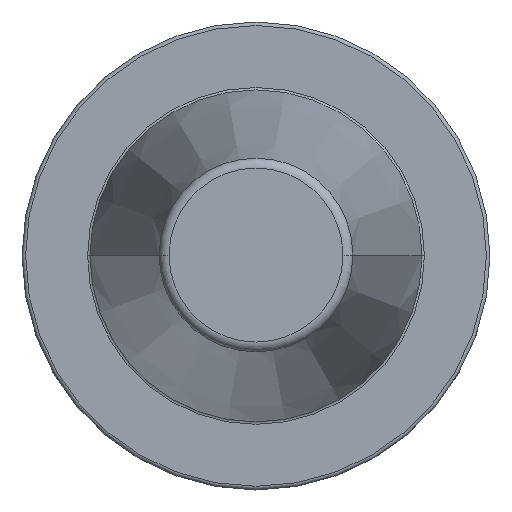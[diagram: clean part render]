
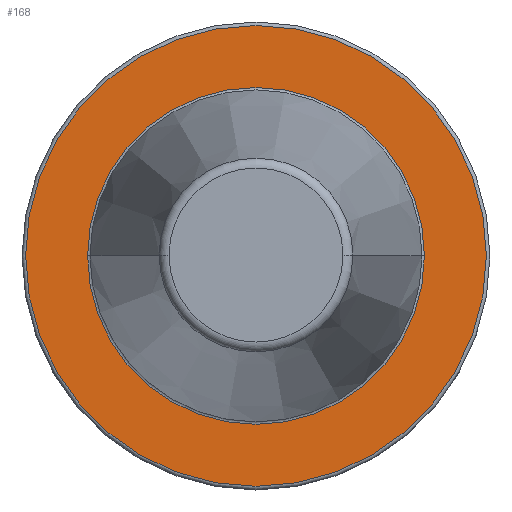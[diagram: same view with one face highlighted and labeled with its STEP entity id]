
A CAD part, top view. The second image highlights one B-rep face of the part: STEP entity #168.
In plain terms, the highlighted planar face has unit normal (0, 0, 1).
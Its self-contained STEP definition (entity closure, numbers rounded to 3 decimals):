
#168=ADVANCED_FACE('',(#204,#205),#192,.F.);
#192=PLANE('',#725);
#204=FACE_BOUND('',#235,.T.);
#205=FACE_BOUND('',#236,.T.);
#235=EDGE_LOOP('',(#347));
#236=EDGE_LOOP('',(#348,#349));
#347=ORIENTED_EDGE('',*,*,#536,.T.);
#348=ORIENTED_EDGE('',*,*,#478,.T.);
#349=ORIENTED_EDGE('',*,*,#480,.T.);
#427=VERTEX_POINT('',#1016);
#430=VERTEX_POINT('',#1021);
#466=VERTEX_POINT('',#1138);
#478=EDGE_CURVE('',#427,#430,#561,.T.);
#480=EDGE_CURVE('',#430,#427,#563,.T.);
#536=EDGE_CURVE('',#466,#466,#604,.T.);
#561=CIRCLE('',#659,35.425);
#563=CIRCLE('',#662,35.425);
#604=CIRCLE('',#724,48.46);
#659=AXIS2_PLACEMENT_3D('',#1022,#782,#783);
#662=AXIS2_PLACEMENT_3D('',#1025,#788,#789);
#724=AXIS2_PLACEMENT_3D('',#1137,#927,#928);
#725=AXIS2_PLACEMENT_3D('',#1139,#929,#930);
#782=DIRECTION('',(0.,0.,-1.));
#783=DIRECTION('',(-1.,0.,0.));
#788=DIRECTION('',(0.,0.,-1.));
#789=DIRECTION('',(-1.,0.,0.));
#927=DIRECTION('',(0.,0.,1.));
#928=DIRECTION('',(-1.,0.,0.));
#929=DIRECTION('',(0.,0.,-1.));
#930=DIRECTION('',(1.,0.,0.));
#1016=CARTESIAN_POINT('',(-35.425,0.,-3.2));
#1021=CARTESIAN_POINT('',(35.425,0.,-3.2));
#1022=CARTESIAN_POINT('',(0.,0.,-3.2));
#1025=CARTESIAN_POINT('',(0.,0.,-3.2));
#1137=CARTESIAN_POINT('',(0.,0.,-3.2));
#1138=CARTESIAN_POINT('',(-48.46,0.,-3.2));
#1139=CARTESIAN_POINT('',(0.,35.425,-3.2));
